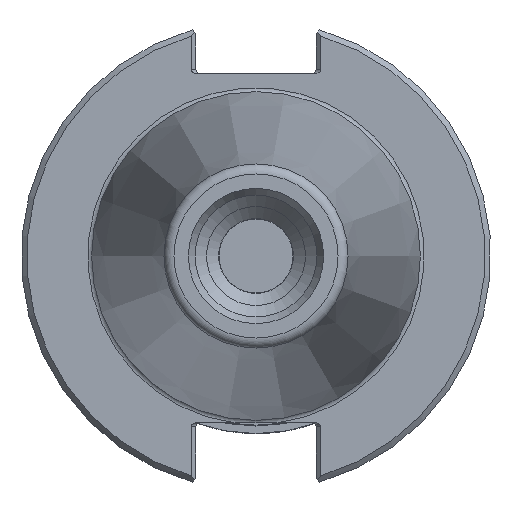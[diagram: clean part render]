
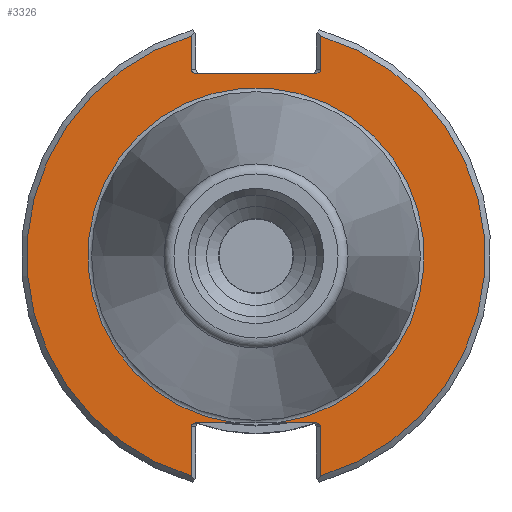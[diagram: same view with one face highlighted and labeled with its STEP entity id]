
A CAD part, left-side view. The second image highlights one B-rep face of the part: STEP entity #3326.
In plain terms, the highlighted planar face has unit normal (-1, 0, 0).
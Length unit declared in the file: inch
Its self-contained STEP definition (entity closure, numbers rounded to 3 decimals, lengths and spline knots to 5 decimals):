
#47=ELLIPSE('',#3692,0.02828,0.02);
#54=ELLIPSE('',#3706,0.02828,0.02);
#55=ELLIPSE('',#3710,0.02828,0.02);
#62=ELLIPSE('',#3724,0.02828,0.02);
#256=PLANE('',#3750);
#400=FACE_OUTER_BOUND('',#599,.T.);
#599=EDGE_LOOP('',(#2650,#2651,#2652,#2653,#2654,#2655,#2656,#2657,#2658,
#2659,#2660,#2661,#2662,#2663));
#785=CIRCLE('',#3746,0.895);
#789=CIRCLE('',#3751,1.22);
#790=CIRCLE('',#3752,1.22);
#943=LINE('',#6570,#1169);
#952=LINE('',#6605,#1178);
#959=LINE('',#6634,#1185);
#968=LINE('',#6669,#1194);
#971=LINE('',#6686,#1197);
#978=LINE('',#6742,#1204);
#979=LINE('',#6745,#1205);
#1169=VECTOR('',#4310,0.3937);
#1178=VECTOR('',#4339,0.3937);
#1185=VECTOR('',#4362,0.3937);
#1194=VECTOR('',#4391,0.3937);
#1197=VECTOR('',#4408,0.3937);
#1204=VECTOR('',#4449,0.3937);
#1205=VECTOR('',#4454,0.3937);
#1463=VERTEX_POINT('',#6548);
#1464=VERTEX_POINT('',#6550);
#1469=VERTEX_POINT('',#6566);
#1475=VERTEX_POINT('',#6590);
#1476=VERTEX_POINT('',#6592);
#1479=VERTEX_POINT('',#6604);
#1480=VERTEX_POINT('',#6610);
#1481=VERTEX_POINT('',#6611);
#1487=VERTEX_POINT('',#6630);
#1493=VERTEX_POINT('',#6654);
#1494=VERTEX_POINT('',#6656);
#1497=VERTEX_POINT('',#6668);
#1508=VERTEX_POINT('',#6720);
#1510=VERTEX_POINT('',#6728);
#1845=EDGE_CURVE('',#1463,#1464,#47,.T.);
#1854=EDGE_CURVE('',#1469,#1463,#943,.T.);
#1864=EDGE_CURVE('',#1475,#1476,#54,.T.);
#1869=EDGE_CURVE('',#1476,#1479,#952,.T.);
#1871=EDGE_CURVE('',#1480,#1481,#55,.T.);
#1882=EDGE_CURVE('',#1487,#1480,#959,.T.);
#1892=EDGE_CURVE('',#1493,#1494,#62,.T.);
#1897=EDGE_CURVE('',#1494,#1497,#968,.T.);
#1905=EDGE_CURVE('',#1464,#1475,#971,.T.);
#1921=EDGE_CURVE('',#1508,#1510,#785,.T.);
#1926=EDGE_CURVE('',#1481,#1508,#978,.T.);
#1927=EDGE_CURVE('',#1479,#1487,#789,.T.);
#1928=EDGE_CURVE('',#1497,#1469,#790,.T.);
#1929=EDGE_CURVE('',#1510,#1493,#979,.T.);
#2650=ORIENTED_EDGE('',*,*,#1921,.F.);
#2651=ORIENTED_EDGE('',*,*,#1926,.F.);
#2652=ORIENTED_EDGE('',*,*,#1871,.F.);
#2653=ORIENTED_EDGE('',*,*,#1882,.F.);
#2654=ORIENTED_EDGE('',*,*,#1927,.F.);
#2655=ORIENTED_EDGE('',*,*,#1869,.F.);
#2656=ORIENTED_EDGE('',*,*,#1864,.F.);
#2657=ORIENTED_EDGE('',*,*,#1905,.F.);
#2658=ORIENTED_EDGE('',*,*,#1845,.F.);
#2659=ORIENTED_EDGE('',*,*,#1854,.F.);
#2660=ORIENTED_EDGE('',*,*,#1928,.F.);
#2661=ORIENTED_EDGE('',*,*,#1897,.F.);
#2662=ORIENTED_EDGE('',*,*,#1892,.F.);
#2663=ORIENTED_EDGE('',*,*,#1929,.F.);
#3326=ADVANCED_FACE('',(#400),#256,.T.);
#3692=AXIS2_PLACEMENT_3D('',#6551,#4292,#4293);
#3706=AXIS2_PLACEMENT_3D('',#6593,#4330,#4331);
#3710=AXIS2_PLACEMENT_3D('',#6612,#4342,#4343);
#3724=AXIS2_PLACEMENT_3D('',#6657,#4382,#4383);
#3746=AXIS2_PLACEMENT_3D('',#6729,#4439,#4440);
#3750=AXIS2_PLACEMENT_3D('',#6741,#4447,#4448);
#3751=AXIS2_PLACEMENT_3D('',#6743,#4450,#4451);
#3752=AXIS2_PLACEMENT_3D('',#6744,#4452,#4453);
#4292=DIRECTION('center_axis',(-1.,0.,0.));
#4293=DIRECTION('ref_axis',(0.,1.,0.));
#4310=DIRECTION('',(0.,0.,-1.));
#4330=DIRECTION('center_axis',(-1.,0.,0.));
#4331=DIRECTION('ref_axis',(0.,-1.,0.));
#4339=DIRECTION('',(0.,0.,1.));
#4342=DIRECTION('center_axis',(-1.,0.,0.));
#4343=DIRECTION('ref_axis',(0.,-1.,0.));
#4362=DIRECTION('',(0.,0.,1.));
#4382=DIRECTION('center_axis',(-1.,0.,0.));
#4383=DIRECTION('ref_axis',(0.,1.,0.));
#4391=DIRECTION('',(0.,0.,-1.));
#4408=DIRECTION('',(0.,-1.,0.));
#4439=DIRECTION('center_axis',(-1.,0.,0.));
#4440=DIRECTION('ref_axis',(0.,-1.,0.));
#4447=DIRECTION('center_axis',(-1.,0.,0.));
#4448=DIRECTION('ref_axis',(0.,0.,1.));
#4449=DIRECTION('',(0.,1.,0.));
#4450=DIRECTION('center_axis',(1.,0.,0.));
#4451=DIRECTION('ref_axis',(0.,-1.,0.));
#4452=DIRECTION('center_axis',(1.,0.,0.));
#4453=DIRECTION('ref_axis',(0.,1.,0.));
#4454=DIRECTION('',(0.,1.,0.));
#6548=CARTESIAN_POINT('',(0.125,0.345,0.992));
#6550=CARTESIAN_POINT('',(0.125,0.31672,0.972));
#6551=CARTESIAN_POINT('Origin',(0.125,0.31672,0.992));
#6566=CARTESIAN_POINT('',(0.125,0.345,1.1702));
#6570=CARTESIAN_POINT('',(0.125,0.345,0.486));
#6590=CARTESIAN_POINT('',(0.125,-0.31672,0.972));
#6592=CARTESIAN_POINT('',(0.125,-0.345,0.992));
#6593=CARTESIAN_POINT('Origin',(0.125,-0.31672,0.992));
#6604=CARTESIAN_POINT('',(0.125,-0.345,1.1702));
#6605=CARTESIAN_POINT('',(0.125,-0.345,0.486));
#6610=CARTESIAN_POINT('',(0.125,-0.345,-0.908));
#6611=CARTESIAN_POINT('',(0.125,-0.31672,-0.888));
#6612=CARTESIAN_POINT('Origin',(0.125,-0.31672,-0.908));
#6630=CARTESIAN_POINT('',(0.125,-0.345,-1.1702));
#6634=CARTESIAN_POINT('',(0.125,-0.345,-0.444));
#6654=CARTESIAN_POINT('',(0.125,0.31672,-0.888));
#6656=CARTESIAN_POINT('',(0.125,0.345,-0.908));
#6657=CARTESIAN_POINT('Origin',(0.125,0.31672,-0.908));
#6668=CARTESIAN_POINT('',(0.125,0.345,-1.1702));
#6669=CARTESIAN_POINT('',(0.125,0.345,-0.444));
#6686=CARTESIAN_POINT('',(0.125,0.53125,0.972));
#6720=CARTESIAN_POINT('',(0.125,-0.11172,-0.888));
#6728=CARTESIAN_POINT('',(0.125,0.11172,-0.888));
#6729=CARTESIAN_POINT('Origin',(0.125,0.,0.));
#6741=CARTESIAN_POINT('Origin',(0.125,1.0625,0.));
#6742=CARTESIAN_POINT('',(0.125,0.53125,-0.888));
#6743=CARTESIAN_POINT('Origin',(0.125,0.,0.));
#6744=CARTESIAN_POINT('Origin',(0.125,0.,0.));
#6745=CARTESIAN_POINT('',(0.125,0.53125,-0.888));
